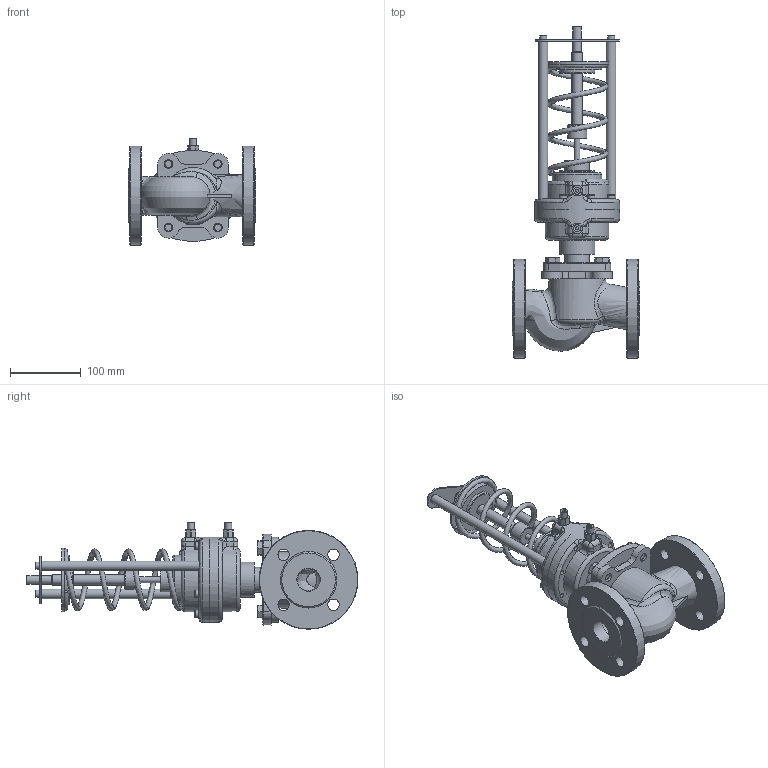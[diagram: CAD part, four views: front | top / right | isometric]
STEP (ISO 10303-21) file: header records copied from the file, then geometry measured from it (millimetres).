
FILE_DESCRIPTION(/* description */ (''),/* implementation_level */ '2;1');
FILE_NAME(/* name */ 'DN32_3D_STEP.stp',/* time_stamp */ '2025-12-17T22:07:18+03:00',/* author */ ('igorr'),/* organization */ (''),/* preprocessor_version */ 'ST-DEVELOPER v20',/* originating_system */ 'Autodesk Inventor 2025',/* authorisation */ '');
FILE_SCHEMA (('AUTOMOTIVE_DESIGN { 1 0 10303 214 3 1 1 }'));
Length unit declared in the file: millimetre
Products named in the file (5): Сборка; Деталь1; Деталь2; AS 1420 - 1973 - M6 x 10; AS 1110 - M12 x 20
Assembly tree (14 placements, depth 2):
  Сборка
    Деталь1
    Деталь2
    AS 1420 - 1973 - M6 x 10  x8
    AS 1110 - M12 x 20  x4
Bounding box: 180 x 470 x 150.75 mm (x, y, z)
Volume: 2254131.1 mm3; surface area: 332064.7 mm2
Topology: 14 solids, 15 shells, 557 faces, 1389 edges, 889 vertices
Faces by surface type: plane 256, cylinder 148, cone 55, bspline 53, torus 41, sphere 4
Full cylindrical faces by diameter (mm): 4.49 x2, 4.902 x1, 6 x8, 7 x17, 8 x1, 9.994 x2, 10 x8, 12 x10, 13 x4, 13.036 x1, 13.497 x1, 15 x2, 16 x8, 18 x4, 27 x1, 32 x2, 34.526 x1, 35 x1, 50 x3, 70 x2, 90 x2, 120 x1, 140 x2
Entity records: 19840 total; most frequent: CARTESIAN_POINT 10078, ORIENTED_EDGE 1954, DIRECTION 1914, EDGE_CURVE 977, AXIS2_PLACEMENT_3D 783, VERTEX_POINT 631, EDGE_LOOP 470, CIRCLE 402
